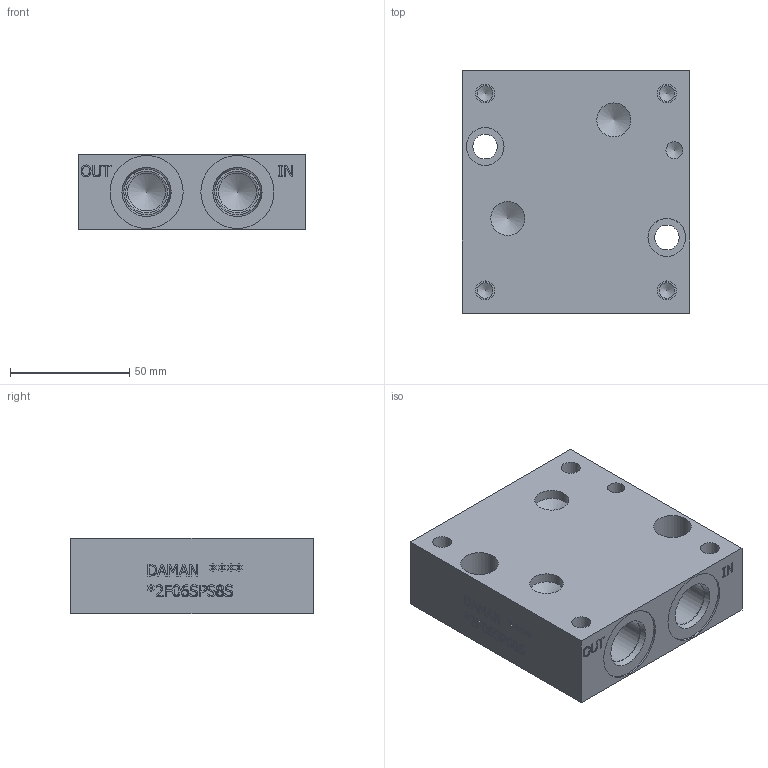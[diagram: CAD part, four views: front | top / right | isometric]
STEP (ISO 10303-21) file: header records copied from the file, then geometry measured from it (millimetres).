
FILE_DESCRIPTION(/* description */ (''),/* implementation_level */ '2;1');
FILE_NAME(/* name */ '_2F06SPS8S.stp',/* time_stamp */ '2022-01-31T09:27:15-05:00',/* author */ ('bobbyh'),/* organization */ (''),/* preprocessor_version */ 'ST-DEVELOPER v18',/* originating_system */ 'Autodesk Inventor 2020',/* authorisation */ '');
FILE_SCHEMA (('AUTOMOTIVE_DESIGN { 1 0 10303 214 3 1 1 }'));
Length unit declared in the file: millimetre
Products named in the file (1): Part__2F06SPS8S_3D
Bounding box: 95.25 x 101.6 x 31.75 mm (x, y, z)
Volume: 275746.9 mm3; surface area: 40350.5 mm2
Topology: 1 solids, 1 shells, 453 faces, 1243 edges, 835 vertices
Faces by surface type: plane 266, bspline 147, cylinder 25, cone 15
Full cylindrical faces by diameter (mm): 6.528 x4, 7.137 x1, 7.925 x4, 10.312 x2, 14.275 x2, 15.875 x4, 17.501 x2, 19.05 x2, 19.253 x2, 30.632 x2
Entity records: 15456 total; most frequent: CARTESIAN_POINT 4434, ORIENTED_EDGE 2468, DIRECTION 1644, EDGE_CURVE 1234, LINE 850, VECTOR 850, VERTEX_POINT 835, EDGE_LOOP 509
